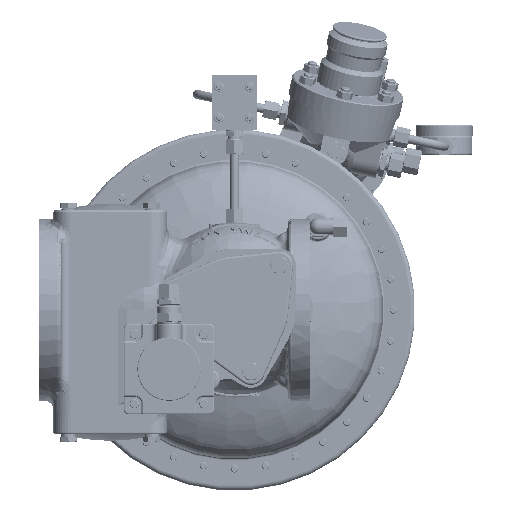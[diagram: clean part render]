
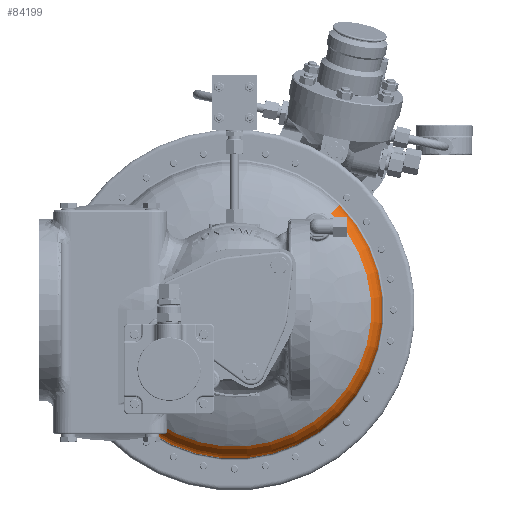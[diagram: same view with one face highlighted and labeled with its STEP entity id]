
A CAD part, front view. The second image highlights one B-rep face of the part: STEP entity #84199.
In plain terms, the highlighted toroidal (fillet/blend) face has major radius 133.719 mm and minor radius 30 mm.
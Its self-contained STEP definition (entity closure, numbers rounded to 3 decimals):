
#86 = EDGE_CURVE ( 'Defeature ausgef�hrt3_24+Defeature ausgef�hrt3_21+Defeature ausgef�hrt3_21+Defeature ausgef�hrt3_21', #55194, #8069, #143865, .T. ) ;
#724 = DIRECTION ( 'NONE',  ( -0.707, 0., -0.707 ) ) ;
#3046 = CARTESIAN_POINT ( 'NONE',  ( 0., 210.768, 0. ) ) ;
#8069 = VERTEX_POINT ( 'NONE', #108270 ) ;
#11354 = DIRECTION ( 'NONE',  ( -0.707, 0., -0.707 ) ) ;
#13554 = CARTESIAN_POINT ( 'NONE',  ( 115.686, 210.768, 115.686 ) ) ;
#28118 = DIRECTION ( 'NONE',  ( -0.707, 0., -0.707 ) ) ;
#28493 = VERTEX_POINT ( 'NONE', #141580 ) ;
#36802 = AXIS2_PLACEMENT_3D ( 'NONE', #91083, #115412, #724 ) ;
#40670 = DIRECTION ( 'NONE',  ( 0., 1., 0. ) ) ;
#50117 = ORIENTED_EDGE ( 'NONE', *, *, #150077, .F. ) ;
#54753 = AXIS2_PLACEMENT_3D ( 'NONE', #56519, #130293, #107597 ) ;
#55194 = VERTEX_POINT ( 'NONE', #111405 ) ;
#56519 = CARTESIAN_POINT ( 'NONE',  ( -94.554, 213.383, -94.554 ) ) ;
#58524 = CARTESIAN_POINT ( 'NONE',  ( 94.554, 213.383, 94.554 ) ) ;
#60850 = AXIS2_PLACEMENT_3D ( 'NONE', #111815, #73333, #11354 ) ;
#63508 = CIRCLE ( 'NONE', #165105, 30. ) ;
#66395 = TOROIDAL_SURFACE ( 'NONE', #36802, 133.719, 30. ) ;
#72653 = VERTEX_POINT ( 'NONE', #13554 ) ;
#73333 = DIRECTION ( 'NONE',  ( 0., 1., 0. ) ) ;
#82705 = ORIENTED_EDGE ( 'NONE', *, *, #165129, .F. ) ;
#84199 = ADVANCED_FACE ( 'Defeature ausgef�hrt3_24', ( #102823 ), #66395, .T. ) ;
#89422 = EDGE_LOOP ( 'NONE', ( #50117, #165208, #122641, #82705 ) ) ;
#91083 = CARTESIAN_POINT ( 'NONE',  ( 0., 213.383, 0. ) ) ;
#92246 = AXIS2_PLACEMENT_3D ( 'NONE', #3046, #40670, #28118 ) ;
#102823 = FACE_OUTER_BOUND ( 'NONE', #89422, .T. ) ;
#107597 = DIRECTION ( 'NONE',  ( -0.707, 0., -0.707 ) ) ;
#108270 = CARTESIAN_POINT ( 'NONE',  ( -106.525, 188.616, -106.525 ) ) ;
#111405 = CARTESIAN_POINT ( 'NONE',  ( 106.525, 188.616, 106.525 ) ) ;
#111815 = CARTESIAN_POINT ( 'NONE',  ( 0., 188.616, 0. ) ) ;
#113623 = CIRCLE ( 'NONE', #92246, 163.605 ) ;
#113703 = DIRECTION ( 'NONE',  ( 0.707, 0., 0.707 ) ) ;
#115412 = DIRECTION ( 'NONE',  ( 0., 1., 0. ) ) ;
#119492 = EDGE_CURVE ( 'NONE', #8069, #28493, #127318, .T. ) ;
#122641 = ORIENTED_EDGE ( 'NONE', *, *, #119492, .T. ) ;
#127318 = CIRCLE ( 'NONE', #54753, 30. ) ;
#130293 = DIRECTION ( 'NONE',  ( 0.707, 0., -0.707 ) ) ;
#139688 = DIRECTION ( 'NONE',  ( -0.707, 0., 0.707 ) ) ;
#141580 = CARTESIAN_POINT ( 'NONE',  ( -115.686, 210.768, -115.686 ) ) ;
#143865 = CIRCLE ( 'NONE', #60850, 150.649 ) ;
#150077 = EDGE_CURVE ( 'NONE', #55194, #72653, #63508, .T. ) ;
#165105 = AXIS2_PLACEMENT_3D ( 'NONE', #58524, #139688, #113703 ) ;
#165129 = EDGE_CURVE ( 'Defeature ausgef�hrt3_25+Defeature ausgef�hrt3_24+Defeature ausgef�hrt3_24+Defeature ausgef�hrt3_24', #72653, #28493, #113623, .T. ) ;
#165208 = ORIENTED_EDGE ( 'NONE', *, *, #86, .T. ) ;
